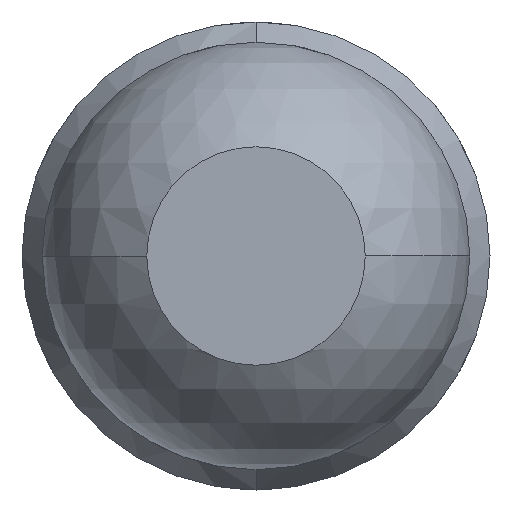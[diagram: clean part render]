
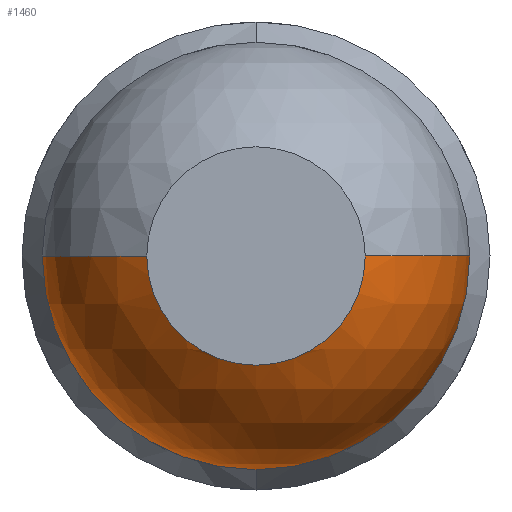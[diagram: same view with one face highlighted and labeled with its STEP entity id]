
A CAD part, front view. The second image highlights one B-rep face of the part: STEP entity #1460.
In plain terms, the highlighted spherical face has radius 0.685 mm.
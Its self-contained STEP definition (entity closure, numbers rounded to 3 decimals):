
#180 = DIRECTION ( 'NONE',  ( 0., 0., -1. ) ) ;
#187 = CARTESIAN_POINT ( 'NONE',  ( 0., -26.411, 0. ) ) ;
#399 = FACE_OUTER_BOUND ( 'NONE', #2633, .T. ) ;
#402 = DIRECTION ( 'NONE',  ( 0., 0., -1. ) ) ;
#519 = ORIENTED_EDGE ( 'NONE', *, *, #3278, .F. ) ;
#553 = DIRECTION ( 'NONE',  ( 0., 1., 0. ) ) ;
#572 = AXIS2_PLACEMENT_3D ( 'NONE', #4927, #2099, #402 ) ;
#576 = DIRECTION ( 'NONE',  ( 1., 0., 0. ) ) ;
#579 = VERTEX_POINT ( 'NONE', #694 ) ;
#626 = CARTESIAN_POINT ( 'NONE',  ( -0.685, -26.411, 0. ) ) ;
#694 = CARTESIAN_POINT ( 'NONE',  ( -0.35, -27., 0. ) ) ;
#822 = ORIENTED_EDGE ( 'NONE', *, *, #2513, .F. ) ;
#923 = VERTEX_POINT ( 'NONE', #3123 ) ;
#965 = DIRECTION ( 'NONE',  ( 0., 0., 1. ) ) ;
#975 = DIRECTION ( 'NONE',  ( 0., 0., 1. ) ) ;
#977 = DIRECTION ( 'NONE',  ( 1., 0., 0. ) ) ;
#1047 = EDGE_CURVE ( 'Defeature ausgef�hrt1_29+Defeature ausgef�hrt1_28+Defeature ausgef�hrt1_28+Defeature ausgef�hrt1_28', #2834, #2876, #1507, .T. ) ;
#1060 = VERTEX_POINT ( 'NONE', #1642 ) ;
#1235 = CARTESIAN_POINT ( 'NONE',  ( 0., -27., 0. ) ) ;
#1247 = CARTESIAN_POINT ( 'NONE',  ( 0., -26.411, 0. ) ) ;
#1257 = AXIS2_PLACEMENT_3D ( 'NONE', #3438, #4275, #3009 ) ;
#1312 = EDGE_CURVE ( 'NONE', #579, #2876, #4628, .T. ) ;
#1327 = CARTESIAN_POINT ( 'NONE',  ( 0., -26.411, -0.685 ) ) ;
#1460 = ADVANCED_FACE ( 'Defeature ausgef�hrt1_28', ( #399 ), #3418, .T. ) ;
#1471 = AXIS2_PLACEMENT_3D ( 'NONE', #4238, #553, #975 ) ;
#1507 = CIRCLE ( 'NONE', #3286, 0.685 ) ;
#1642 = CARTESIAN_POINT ( 'NONE',  ( 0., -27., -0.35 ) ) ;
#1789 = CARTESIAN_POINT ( 'NONE',  ( 0., -26.411, 0. ) ) ;
#2014 = ORIENTED_EDGE ( 'NONE', *, *, #1312, .T. ) ;
#2099 = DIRECTION ( 'NONE',  ( 0., -1., 0. ) ) ;
#2135 = VERTEX_POINT ( 'NONE', #3034 ) ;
#2513 = EDGE_CURVE ( 'NONE', #2135, #923, #3840, .T. ) ;
#2633 = EDGE_LOOP ( 'NONE', ( #519, #2014, #3255, #4966, #822, #4574 ) ) ;
#2834 = VERTEX_POINT ( 'NONE', #1327 ) ;
#2835 = DIRECTION ( 'NONE',  ( 0., 0., 1. ) ) ;
#2876 = VERTEX_POINT ( 'NONE', #626 ) ;
#2924 = AXIS2_PLACEMENT_3D ( 'NONE', #1235, #4113, #4095 ) ;
#3009 = DIRECTION ( 'NONE',  ( -1., 0., 0. ) ) ;
#3034 = CARTESIAN_POINT ( 'NONE',  ( 0.35, -27., 0. ) ) ;
#3123 = CARTESIAN_POINT ( 'NONE',  ( 0.685, -26.411, 0. ) ) ;
#3255 = ORIENTED_EDGE ( 'NONE', *, *, #1047, .F. ) ;
#3278 = EDGE_CURVE ( 'Defeature ausgef�hrt1_30+Defeature ausgef�hrt1_28+Defeature ausgef�hrt1_28+Defeature ausgef�hrt1_28', #579, #1060, #4211, .T. ) ;
#3286 = AXIS2_PLACEMENT_3D ( 'NONE', #1247, #4894, #2835 ) ;
#3418 = SPHERICAL_SURFACE ( 'NONE', #5123, 0.685 ) ;
#3438 = CARTESIAN_POINT ( 'NONE',  ( 0., -26.411, 0. ) ) ;
#3840 = CIRCLE ( 'NONE', #4617, 0.685 ) ;
#4095 = DIRECTION ( 'NONE',  ( 0., 0., -1. ) ) ;
#4113 = DIRECTION ( 'NONE',  ( 0., -1., 0. ) ) ;
#4211 = CIRCLE ( 'NONE', #572, 0.35 ) ;
#4238 = CARTESIAN_POINT ( 'NONE',  ( 0., -26.411, 0. ) ) ;
#4275 = DIRECTION ( 'NONE',  ( 0., 0., -1. ) ) ;
#4376 = EDGE_CURVE ( 'Defeature ausgef�hrt1_29+Defeature ausgef�hrt1_28+Defeature ausgef�hrt1_28+Defeature ausgef�hrt1_28', #923, #2834, #5320, .T. ) ;
#4574 = ORIENTED_EDGE ( 'NONE', *, *, #5277, .F. ) ;
#4617 = AXIS2_PLACEMENT_3D ( 'NONE', #187, #965, #576 ) ;
#4628 = CIRCLE ( 'NONE', #1257, 0.685 ) ;
#4894 = DIRECTION ( 'NONE',  ( 0., 1., 0. ) ) ;
#4927 = CARTESIAN_POINT ( 'NONE',  ( 0., -27., 0. ) ) ;
#4966 = ORIENTED_EDGE ( 'NONE', *, *, #4376, .F. ) ;
#5123 = AXIS2_PLACEMENT_3D ( 'NONE', #1789, #180, #977 ) ;
#5214 = CIRCLE ( 'NONE', #2924, 0.35 ) ;
#5277 = EDGE_CURVE ( 'Defeature ausgef�hrt1_30+Defeature ausgef�hrt1_28+Defeature ausgef�hrt1_28+Defeature ausgef�hrt1_28', #1060, #2135, #5214, .T. ) ;
#5320 = CIRCLE ( 'NONE', #1471, 0.685 ) ;
